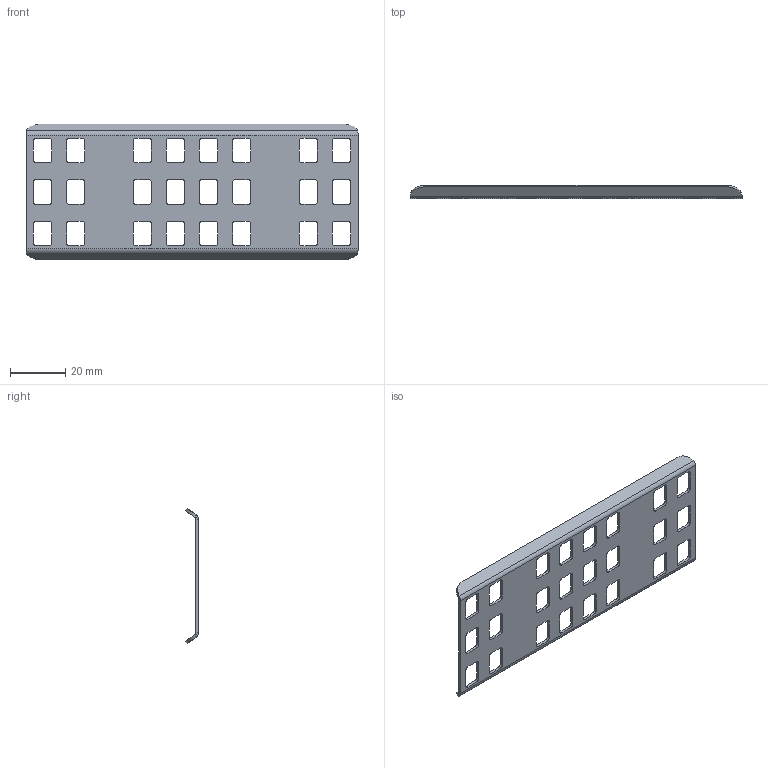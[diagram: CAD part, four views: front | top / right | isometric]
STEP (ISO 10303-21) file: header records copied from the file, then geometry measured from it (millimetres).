
FILE_DESCRIPTION((''),'2;1');
FILE_NAME('166621','2020-03-20T11:09:24',('tomasz.grudniewski'),(''),'CREO PARAMETRIC BY PTC INC, 2019080','CREO PARAMETRIC BY PTC INC, 2019080','');
FILE_SCHEMA(('CONFIG_CONTROL_DESIGN'));
Length unit declared in the file: millimetre
Products named in the file (1): 166621
Bounding box: 120 x 4.73 x 48.9 mm (x, y, z)
Volume: 4807.1 mm3; surface area: 10657.1 mm2
Topology: 1 solids, 1 shells, 218 faces, 632 edges, 416 vertices
Faces by surface type: plane 110, cylinder 104, bspline 4
Entity records: 7478 total; most frequent: CARTESIAN_POINT 1422, ORIENTED_EDGE 1264, DIRECTION 1260, EDGE_CURVE 632, AXIS2_PLACEMENT_3D 422, VECTOR 416, LINE 416, VERTEX_POINT 416
